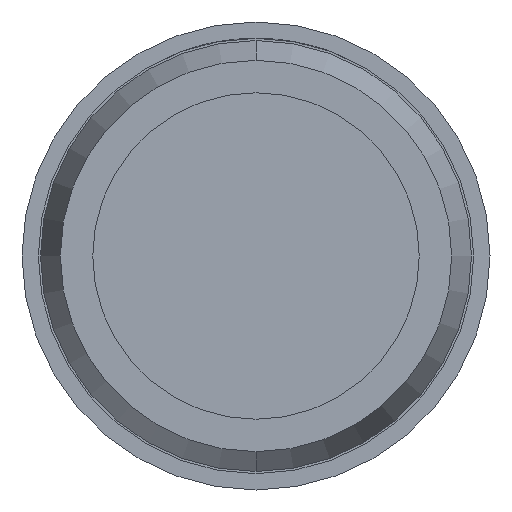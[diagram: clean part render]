
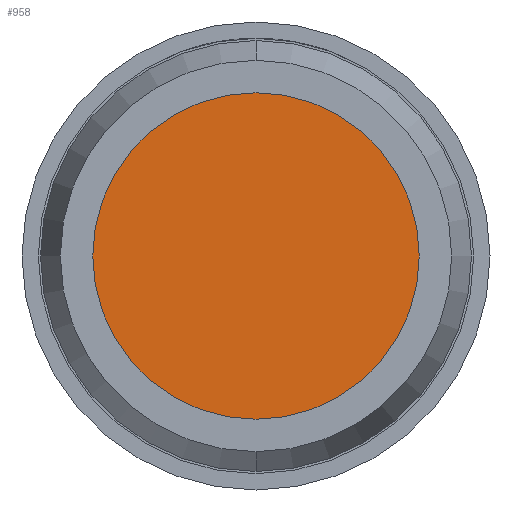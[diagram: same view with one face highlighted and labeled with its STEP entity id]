
A CAD part, front view. The second image highlights one B-rep face of the part: STEP entity #958.
In plain terms, the highlighted planar face has unit normal (0, -1, 0).
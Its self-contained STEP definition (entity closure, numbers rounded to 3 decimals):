
#16 = CARTESIAN_POINT ( 'NONE',  ( 1.5, -12.5, 0. ) ) ;
#18 = DIRECTION ( 'NONE',  ( 1., 0., 0. ) ) ;
#371 = AXIS2_PLACEMENT_3D ( 'NONE', #1483, #3365, #1214 ) ;
#413 = ORIENTED_EDGE ( 'NONE', *, *, #2982, .F. ) ;
#448 = CARTESIAN_POINT ( 'NONE',  ( 0., -12.5, 0. ) ) ;
#497 = EDGE_LOOP ( 'NONE', ( #1124, #413 ) ) ;
#536 = CIRCLE ( 'NONE', #371, 1.5 ) ;
#605 = AXIS2_PLACEMENT_3D ( 'NONE', #3062, #2223, #18 ) ;
#958 = ADVANCED_FACE ( 'Defeature ausgef�hrt2_8', ( #1230 ), #3283, .T. ) ;
#981 = EDGE_CURVE ( 'Defeature ausgef�hrt2_9+Defeature ausgef�hrt2_8+Defeature ausgef�hrt2_8+Defeature ausgef�hrt2_8', #3317, #1814, #536, .T. ) ;
#1124 = ORIENTED_EDGE ( 'NONE', *, *, #981, .F. ) ;
#1214 = DIRECTION ( 'NONE',  ( -1., 0., 0. ) ) ;
#1230 = FACE_OUTER_BOUND ( 'NONE', #497, .T. ) ;
#1483 = CARTESIAN_POINT ( 'NONE',  ( 0., -12.5, 0. ) ) ;
#1814 = VERTEX_POINT ( 'NONE', #16 ) ;
#2223 = DIRECTION ( 'NONE',  ( 0., -1., 0. ) ) ;
#2343 = AXIS2_PLACEMENT_3D ( 'NONE', #448, #3165, #3439 ) ;
#2440 = CIRCLE ( 'NONE', #2343, 1.5 ) ;
#2982 = EDGE_CURVE ( 'Defeature ausgef�hrt2_9+Defeature ausgef�hrt2_8+Defeature ausgef�hrt2_8+Defeature ausgef�hrt2_8', #1814, #3317, #2440, .T. ) ;
#3062 = CARTESIAN_POINT ( 'NONE',  ( 0., -12.5, 0. ) ) ;
#3165 = DIRECTION ( 'NONE',  ( 0., 1., 0. ) ) ;
#3191 = CARTESIAN_POINT ( 'NONE',  ( -1.5, -12.5, 0. ) ) ;
#3283 = PLANE ( 'NONE',  #605 ) ;
#3317 = VERTEX_POINT ( 'NONE', #3191 ) ;
#3365 = DIRECTION ( 'NONE',  ( 0., 1., 0. ) ) ;
#3439 = DIRECTION ( 'NONE',  ( -1., 0., 0. ) ) ;
